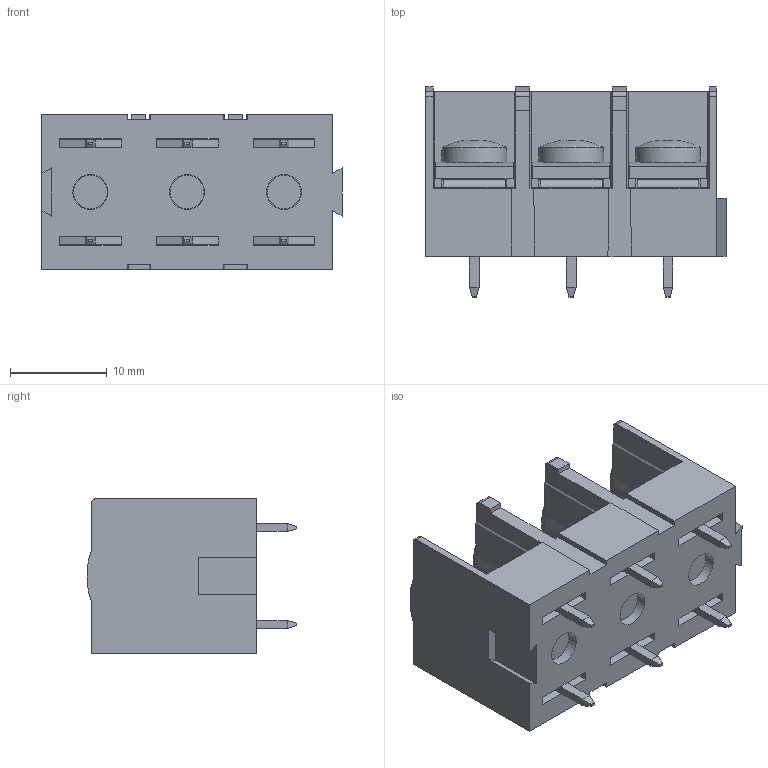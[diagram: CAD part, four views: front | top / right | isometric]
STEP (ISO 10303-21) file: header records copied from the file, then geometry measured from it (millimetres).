
FILE_DESCRIPTION(('STEP AP214'),'1');
FILE_NAME('MT213-10-C.stp','2021-05-12T12:39:14',(' '),(' '),'Spatial InterOp 3D',' ',' ');
FILE_SCHEMA(('automotive_design'));
Length unit declared in the file: metre
Products named in the file (1): 1
Bounding box: 31 x 21.68 x 16 mm (x, y, z)
Volume: 4841.8 mm3; surface area: 5544.6 mm2
Topology: 1 solids, 1 shells, 486 faces, 1371 edges, 883 vertices
Faces by surface type: plane 409, cylinder 65, bspline 6, extrusion 3, cone 3
Full cylindrical faces by diameter (mm): 3.3 x3, 3.5 x6, 3.6 x3, 6.7 x3
Entity records: 19607 total; most frequent: CARTESIAN_POINT 3347, ORIENTED_EDGE 2676, DIRECTION 2367, EDGE_CURVE 1338, VECTOR 1127, LINE 1124, VERTEX_POINT 868, AXIS2_PLACEMENT_3D 620
